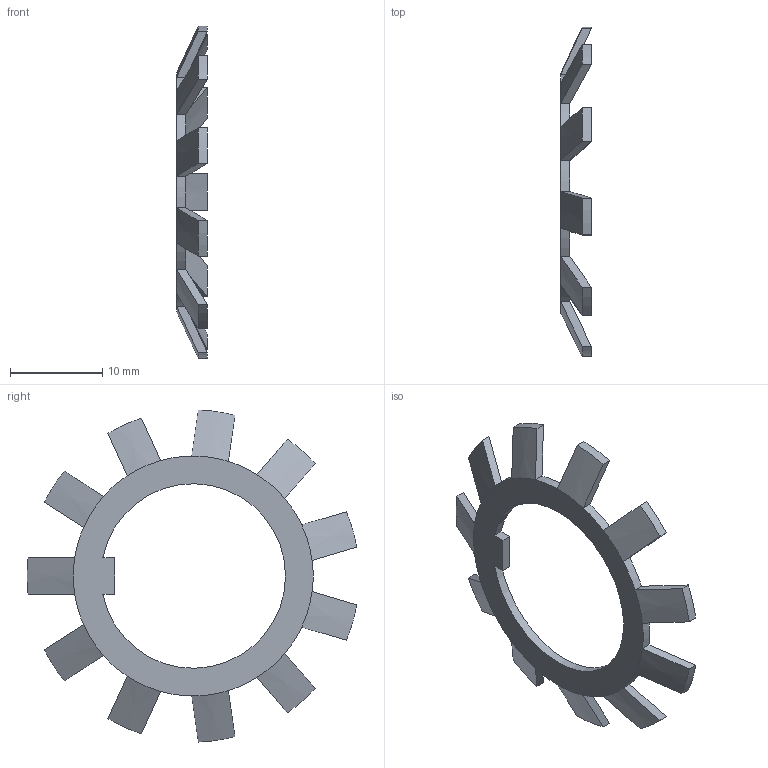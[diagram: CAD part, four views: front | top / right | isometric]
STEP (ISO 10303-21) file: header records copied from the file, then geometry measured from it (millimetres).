
FILE_DESCRIPTION(/* description */ (''),/* implementation_level */ '2;1');
FILE_NAME(/* name */ 'BV-06.step',/* time_stamp */ '2024-05-09T15:52:16+01:00',/* author */ (''),/* organization */ (''),/* preprocessor_version */ 'ST-DEVELOPER v20',/* originating_system */ 'Autodesk Translation Framework v12.20.1.177',/* authorisation */ '');
FILE_SCHEMA (('AUTOMOTIVE_DESIGN { 1 0 10303 214 3 1 1 }'));
Length unit declared in the file: millimetre
Products named in the file (1): BV-06
Bounding box: 3.33 x 35.72 x 35.98 mm (x, y, z)
Volume: 443.1 mm3; surface area: 1189.8 mm2
Topology: 1 solids, 1 shells, 72 faces, 166 edges, 96 vertices
Faces by surface type: plane 27, cylinder 23, cone 22
Entity records: 2006 total; most frequent: CARTESIAN_POINT 423, DIRECTION 336, ORIENTED_EDGE 332, EDGE_CURVE 166, AXIS2_PLACEMENT_3D 141, VERTEX_POINT 96, EDGE_LOOP 74, FACE_OUTER_BOUND 72
